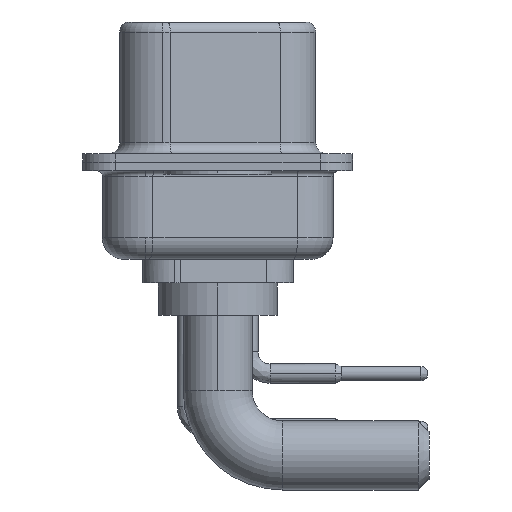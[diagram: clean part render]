
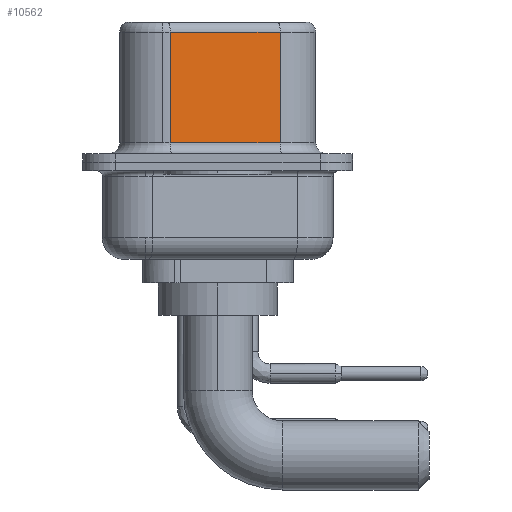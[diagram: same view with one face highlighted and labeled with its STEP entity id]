
A CAD part, left-side view. The second image highlights one B-rep face of the part: STEP entity #10562.
In plain terms, the highlighted planar face has unit normal (-0.985, -0.174, 0).
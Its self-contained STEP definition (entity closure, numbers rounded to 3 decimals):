
#397 = EDGE_CURVE ( 'NONE', #1690, #15853, #15623, .T. ) ;
#1611 = ORIENTED_EDGE ( 'NONE', *, *, #17416, .F. ) ;
#1690 = VERTEX_POINT ( 'NONE', #15769 ) ;
#2277 = DIRECTION ( 'NONE',  ( 0.174, -0.985, 0. ) ) ;
#2535 = ORIENTED_EDGE ( 'NONE', *, *, #397, .T. ) ;
#3309 = DIRECTION ( 'NONE',  ( 0., 0., -1. ) ) ;
#3638 = EDGE_LOOP ( 'NONE', ( #1611, #6186, #10316, #2535 ) ) ;
#4915 = VECTOR ( 'NONE', #13318, 1000. ) ;
#6009 = DIRECTION ( 'NONE',  ( 0.985, 0.174, 0. ) ) ;
#6186 = ORIENTED_EDGE ( 'NONE', *, *, #10186, .T. ) ;
#6597 = CARTESIAN_POINT ( 'NONE',  ( 4.58, -2.897, 6.52 ) ) ;
#6866 = VECTOR ( 'NONE', #3309, 1000. ) ;
#7210 = CARTESIAN_POINT ( 'NONE',  ( 4.58, -2.897, 0.9 ) ) ;
#7901 = CARTESIAN_POINT ( 'NONE',  ( 4.58, -2.897, 6.02 ) ) ;
#9365 = VERTEX_POINT ( 'NONE', #19519 ) ;
#9607 = VECTOR ( 'NONE', #2277, 1000. ) ;
#10186 = EDGE_CURVE ( 'NONE', #9365, #19802, #20994, .T. ) ;
#10316 = ORIENTED_EDGE ( 'NONE', *, *, #13764, .T. ) ;
#10456 = CARTESIAN_POINT ( 'NONE',  ( 4.58, -2.897, 0.9 ) ) ;
#10562 = ADVANCED_FACE ( 'NONE', ( #15919 ), #16256, .F. ) ;
#10998 = DIRECTION ( 'NONE',  ( -0.174, 0.985, 0. ) ) ;
#11071 = DIRECTION ( 'NONE',  ( -0.174, 0.985, 0. ) ) ;
#12452 = AXIS2_PLACEMENT_3D ( 'NONE', #21297, #6009, #11071 ) ;
#13318 = DIRECTION ( 'NONE',  ( 0., 0., -1. ) ) ;
#13448 = LINE ( 'NONE', #20142, #6866 ) ;
#13764 = EDGE_CURVE ( 'NONE', #19802, #1690, #13448, .T. ) ;
#15623 = LINE ( 'NONE', #10456, #9607 ) ;
#15769 = CARTESIAN_POINT ( 'NONE',  ( 3.68, 2.203, 0.9 ) ) ;
#15853 = VERTEX_POINT ( 'NONE', #7210 ) ;
#15919 = FACE_OUTER_BOUND ( 'NONE', #3638, .T. ) ;
#16256 = PLANE ( 'NONE',  #12452 ) ;
#17416 = EDGE_CURVE ( 'NONE', #9365, #15853, #21686, .T. ) ;
#19442 = VECTOR ( 'NONE', #10998, 1000. ) ;
#19490 = CARTESIAN_POINT ( 'NONE',  ( 3.68, 2.203, 6.02 ) ) ;
#19519 = CARTESIAN_POINT ( 'NONE',  ( 4.58, -2.897, 6.02 ) ) ;
#19802 = VERTEX_POINT ( 'NONE', #19490 ) ;
#20142 = CARTESIAN_POINT ( 'NONE',  ( 3.68, 2.203, 6.52 ) ) ;
#20994 = LINE ( 'NONE', #7901, #19442 ) ;
#21297 = CARTESIAN_POINT ( 'NONE',  ( 4.58, -2.897, 6.52 ) ) ;
#21686 = LINE ( 'NONE', #6597, #4915 ) ;
